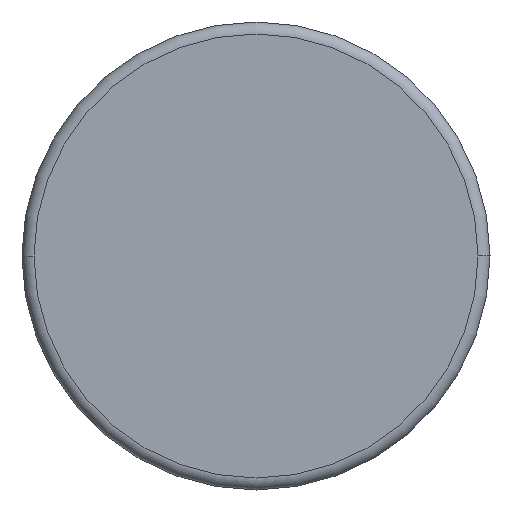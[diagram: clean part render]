
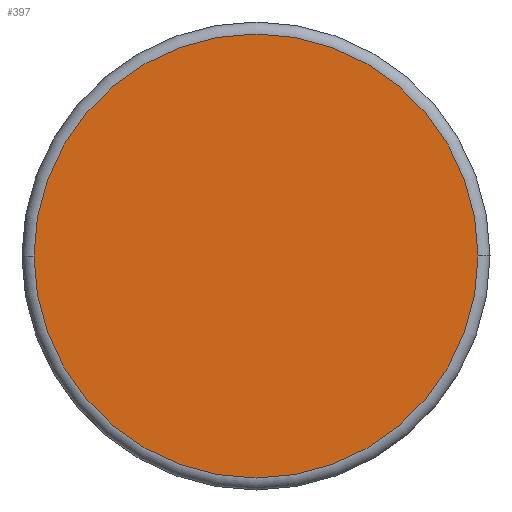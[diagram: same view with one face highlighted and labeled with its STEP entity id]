
A CAD part, front view. The second image highlights one B-rep face of the part: STEP entity #397.
In plain terms, the highlighted planar face has unit normal (0, -1, 0).
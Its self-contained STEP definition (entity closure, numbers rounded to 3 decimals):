
#397=ADVANCED_FACE('',(#1029),#1030,.T.);
#1029=FACE_OUTER_BOUND('',#5301,.T.);
#1030=PLANE('',#5302);
#5301=EDGE_LOOP('',(#7384,#7385));
#5302=AXIS2_PLACEMENT_3D('',#7386,#7387,#7388);
#7384=ORIENTED_EDGE('',*,*,#8964,.F.);
#7385=ORIENTED_EDGE('',*,*,#8961,.F.);
#7386=CARTESIAN_POINT('',(0.,-3.0,18.5));
#7387=DIRECTION('',(0.0,-1.0,-0.0));
#7388=DIRECTION('',(-1.0,0.0,0.));
#8961=EDGE_CURVE('',#9817,#9819,#9820,.T.);
#8964=EDGE_CURVE('',#9819,#9817,#9824,.T.);
#9817=VERTEX_POINT('',#14804);
#9819=VERTEX_POINT('',#14806);
#9820=CIRCLE('',#14807,18.5);
#9824=CIRCLE('',#14811,18.5);
#14804=CARTESIAN_POINT('',(18.5,-3.0,0.));
#14806=CARTESIAN_POINT('',(-18.5,-3.0,0.));
#14807=AXIS2_PLACEMENT_3D('',#15448,#15449,#15450);
#14811=AXIS2_PLACEMENT_3D('',#15457,#15458,#15459);
#15448=CARTESIAN_POINT('',(0.0,-3.0,0.0));
#15449=DIRECTION('',(0.0,1.0,0.0));
#15450=DIRECTION('',(0.,0.0,-1.0));
#15457=CARTESIAN_POINT('',(0.0,-3.0,0.0));
#15458=DIRECTION('',(0.0,1.0,0.0));
#15459=DIRECTION('',(0.,0.0,-1.0));
